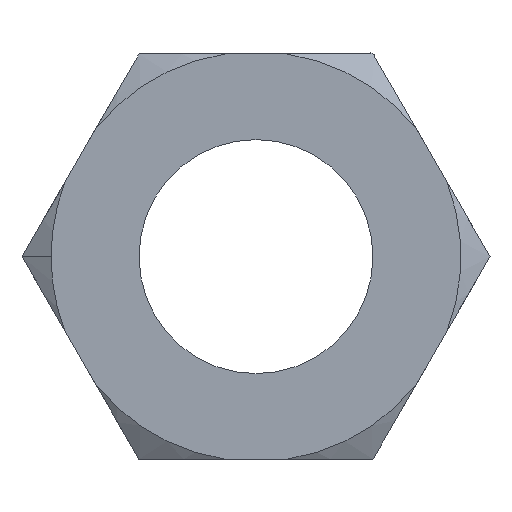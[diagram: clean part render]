
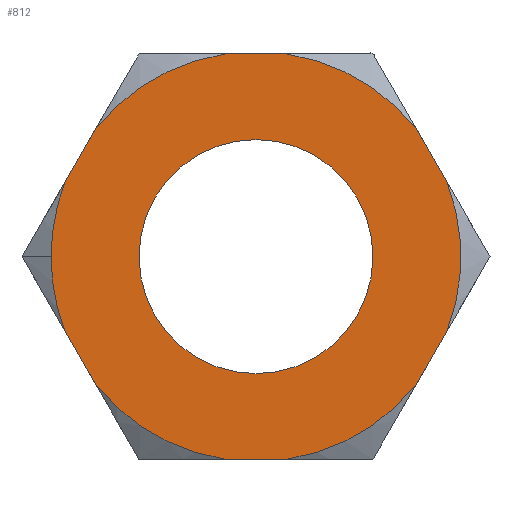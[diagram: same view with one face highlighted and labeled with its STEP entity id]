
A CAD part, front view. The second image highlights one B-rep face of the part: STEP entity #812.
In plain terms, the highlighted planar face has unit normal (0, -1, 0).
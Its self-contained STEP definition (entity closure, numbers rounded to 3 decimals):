
#1 = CIRCLE ( 'NONE', #45, 5.255 ) ;
#2 = VERTEX_POINT ( 'NONE', #400 ) ;
#8 = EDGE_CURVE ( 'NONE', #658, #74, #174, .T. ) ;
#20 = ORIENTED_EDGE ( 'NONE', *, *, #666, .F. ) ;
#27 = EDGE_CURVE ( 'NONE', #100, #591, #565, .T. ) ;
#39 = AXIS2_PLACEMENT_3D ( 'NONE', #679, #1128, #145 ) ;
#45 = AXIS2_PLACEMENT_3D ( 'NONE', #728, #200, #363 ) ;
#46 = VECTOR ( 'NONE', #650, 1000. ) ;
#47 = ORIENTED_EDGE ( 'NONE', *, *, #526, .T. ) ;
#51 = DIRECTION ( 'NONE',  ( -0.5, 0., -0.866 ) ) ;
#72 = FACE_BOUND ( 'NONE', #317, .T. ) ;
#74 = VERTEX_POINT ( 'NONE', #1103 ) ;
#78 = CARTESIAN_POINT ( 'NONE',  ( 0.786, -5., -5.196 ) ) ;
#85 = VECTOR ( 'NONE', #567, 1000. ) ;
#86 = DIRECTION ( 'NONE',  ( -1., 0., 0. ) ) ;
#92 = DIRECTION ( 'NONE',  ( -1., 0., 0. ) ) ;
#99 = DIRECTION ( 'NONE',  ( 0., -1., 0. ) ) ;
#100 = VERTEX_POINT ( 'NONE', #1024 ) ;
#105 = CARTESIAN_POINT ( 'NONE',  ( -4.893, -5., 1.918 ) ) ;
#108 = EDGE_CURVE ( 'NONE', #74, #660, #172, .T. ) ;
#124 = VECTOR ( 'NONE', #551, 1000. ) ;
#128 = CARTESIAN_POINT ( 'NONE',  ( 4.5, -5., -2.598 ) ) ;
#138 = DIRECTION ( 'NONE',  ( 0., -1., 0. ) ) ;
#142 = ORIENTED_EDGE ( 'NONE', *, *, #382, .T. ) ;
#145 = DIRECTION ( 'NONE',  ( -1., 0., 0. ) ) ;
#156 = CIRCLE ( 'NONE', #848, 3. ) ;
#172 = LINE ( 'NONE', #128, #775 ) ;
#174 = CIRCLE ( 'NONE', #1006, 5.255 ) ;
#182 = VERTEX_POINT ( 'NONE', #589 ) ;
#187 = CARTESIAN_POINT ( 'NONE',  ( -5.255, -5., 0. ) ) ;
#194 = DIRECTION ( 'NONE',  ( 0., -1., 0. ) ) ;
#195 = ORIENTED_EDGE ( 'NONE', *, *, #404, .T. ) ;
#197 = AXIS2_PLACEMENT_3D ( 'NONE', #1008, #194, #923 ) ;
#200 = DIRECTION ( 'NONE',  ( 0., -1., 0. ) ) ;
#204 = DIRECTION ( 'NONE',  ( 0.5, 0., 0.866 ) ) ;
#210 = DIRECTION ( 'NONE',  ( -1., 0., 0. ) ) ;
#224 = CARTESIAN_POINT ( 'NONE',  ( -4.107, -5., 3.279 ) ) ;
#248 = LINE ( 'NONE', #828, #85 ) ;
#273 = AXIS2_PLACEMENT_3D ( 'NONE', #708, #625, #86 ) ;
#280 = VECTOR ( 'NONE', #51, 1000. ) ;
#290 = CARTESIAN_POINT ( 'NONE',  ( 0., -5., -5.196 ) ) ;
#295 = VERTEX_POINT ( 'NONE', #624 ) ;
#303 = CIRCLE ( 'NONE', #273, 3. ) ;
#317 = EDGE_LOOP ( 'NONE', ( #20, #701 ) ) ;
#324 = CARTESIAN_POINT ( 'NONE',  ( 4.107, -5., 3.279 ) ) ;
#325 = ORIENTED_EDGE ( 'NONE', *, *, #882, .T. ) ;
#329 = CARTESIAN_POINT ( 'NONE',  ( -4.5, -5., -2.598 ) ) ;
#346 = CARTESIAN_POINT ( 'NONE',  ( -5.644, -5., 5.196 ) ) ;
#355 = CIRCLE ( 'NONE', #39, 5.255 ) ;
#363 = DIRECTION ( 'NONE',  ( -1., 0., 0. ) ) ;
#364 = EDGE_CURVE ( 'NONE', #1060, #658, #386, .T. ) ;
#366 = AXIS2_PLACEMENT_3D ( 'NONE', #1020, #1025, #210 ) ;
#375 = ORIENTED_EDGE ( 'NONE', *, *, #108, .T. ) ;
#377 = EDGE_CURVE ( 'NONE', #579, #483, #156, .T. ) ;
#382 = EDGE_CURVE ( 'NONE', #405, #792, #953, .T. ) ;
#386 = LINE ( 'NONE', #290, #124 ) ;
#388 = AXIS2_PLACEMENT_3D ( 'NONE', #962, #418, #876 ) ;
#400 = CARTESIAN_POINT ( 'NONE',  ( 0.786, -5., 5.196 ) ) ;
#404 = EDGE_CURVE ( 'NONE', #182, #630, #858, .T. ) ;
#405 = VERTEX_POINT ( 'NONE', #105 ) ;
#409 = CARTESIAN_POINT ( 'NONE',  ( -0.786, -5., -5.196 ) ) ;
#418 = DIRECTION ( 'NONE',  ( 0., -1., 0. ) ) ;
#432 = ORIENTED_EDGE ( 'NONE', *, *, #1026, .T. ) ;
#440 = EDGE_CURVE ( 'NONE', #630, #2, #1, .T. ) ;
#441 = DIRECTION ( 'NONE',  ( 0., 0., -1. ) ) ;
#449 = EDGE_LOOP ( 'NONE', ( #860, #325, #495, #532, #142, #47, #875, #689, #674, #928, #375, #432, #195 ) ) ;
#462 = CIRCLE ( 'NONE', #388, 5.255 ) ;
#483 = VERTEX_POINT ( 'NONE', #936 ) ;
#484 = CARTESIAN_POINT ( 'NONE',  ( 3., -5., 0. ) ) ;
#495 = ORIENTED_EDGE ( 'NONE', *, *, #640, .T. ) ;
#526 = EDGE_CURVE ( 'NONE', #792, #100, #588, .T. ) ;
#532 = ORIENTED_EDGE ( 'NONE', *, *, #949, .T. ) ;
#551 = DIRECTION ( 'NONE',  ( 1., 0., 0. ) ) ;
#562 = FACE_OUTER_BOUND ( 'NONE', #449, .T. ) ;
#565 = LINE ( 'NONE', #329, #577 ) ;
#567 = DIRECTION ( 'NONE',  ( -1., 0., 0. ) ) ;
#577 = VECTOR ( 'NONE', #865, 1000. ) ;
#579 = VERTEX_POINT ( 'NONE', #484 ) ;
#588 = CIRCLE ( 'NONE', #366, 5.255 ) ;
#589 = CARTESIAN_POINT ( 'NONE',  ( 4.893, -5., 1.918 ) ) ;
#591 = VERTEX_POINT ( 'NONE', #664 ) ;
#624 = CARTESIAN_POINT ( 'NONE',  ( -0.786, -5., 5.196 ) ) ;
#625 = DIRECTION ( 'NONE',  ( 0., -1., 0. ) ) ;
#630 = VERTEX_POINT ( 'NONE', #324 ) ;
#640 = EDGE_CURVE ( 'NONE', #295, #1058, #462, .T. ) ;
#650 = DIRECTION ( 'NONE',  ( -0.5, 0., 0.866 ) ) ;
#658 = VERTEX_POINT ( 'NONE', #78 ) ;
#660 = VERTEX_POINT ( 'NONE', #958 ) ;
#664 = CARTESIAN_POINT ( 'NONE',  ( -4.107, -5., -3.279 ) ) ;
#666 = EDGE_CURVE ( 'NONE', #483, #579, #303, .T. ) ;
#671 = CARTESIAN_POINT ( 'NONE',  ( 0., -5., 0. ) ) ;
#674 = ORIENTED_EDGE ( 'NONE', *, *, #364, .T. ) ;
#679 = CARTESIAN_POINT ( 'NONE',  ( 0., -5., 0. ) ) ;
#689 = ORIENTED_EDGE ( 'NONE', *, *, #765, .T. ) ;
#701 = ORIENTED_EDGE ( 'NONE', *, *, #377, .F. ) ;
#708 = CARTESIAN_POINT ( 'NONE',  ( 0., -5., 0. ) ) ;
#726 = CARTESIAN_POINT ( 'NONE',  ( 0., -5., 0. ) ) ;
#728 = CARTESIAN_POINT ( 'NONE',  ( 0., -5., 0. ) ) ;
#765 = EDGE_CURVE ( 'NONE', #591, #1060, #884, .T. ) ;
#771 = DIRECTION ( 'NONE',  ( -1., 0., 0. ) ) ;
#775 = VECTOR ( 'NONE', #204, 1000. ) ;
#792 = VERTEX_POINT ( 'NONE', #187 ) ;
#812 = ADVANCED_FACE ( 'NONE', ( #72, #562 ), #891, .T. ) ;
#828 = CARTESIAN_POINT ( 'NONE',  ( -0.027, -5., 5.196 ) ) ;
#838 = CARTESIAN_POINT ( 'NONE',  ( -4.5, -5., 2.598 ) ) ;
#848 = AXIS2_PLACEMENT_3D ( 'NONE', #1095, #1100, #1106 ) ;
#858 = LINE ( 'NONE', #1097, #46 ) ;
#860 = ORIENTED_EDGE ( 'NONE', *, *, #440, .T. ) ;
#865 = DIRECTION ( 'NONE',  ( 0.5, 0., -0.866 ) ) ;
#875 = ORIENTED_EDGE ( 'NONE', *, *, #27, .T. ) ;
#876 = DIRECTION ( 'NONE',  ( -1., 0., 0. ) ) ;
#882 = EDGE_CURVE ( 'NONE', #2, #295, #248, .T. ) ;
#884 = CIRCLE ( 'NONE', #1162, 5.255 ) ;
#891 = PLANE ( 'NONE',  #975 ) ;
#923 = DIRECTION ( 'NONE',  ( -1., 0., 0. ) ) ;
#928 = ORIENTED_EDGE ( 'NONE', *, *, #8, .T. ) ;
#936 = CARTESIAN_POINT ( 'NONE',  ( -3., -5., 0. ) ) ;
#949 = EDGE_CURVE ( 'NONE', #1058, #405, #998, .T. ) ;
#953 = CIRCLE ( 'NONE', #197, 5.255 ) ;
#958 = CARTESIAN_POINT ( 'NONE',  ( 4.893, -5., -1.918 ) ) ;
#962 = CARTESIAN_POINT ( 'NONE',  ( 0., -5., 0. ) ) ;
#975 = AXIS2_PLACEMENT_3D ( 'NONE', #346, #985, #441 ) ;
#985 = DIRECTION ( 'NONE',  ( 0., -1., 0. ) ) ;
#998 = LINE ( 'NONE', #838, #280 ) ;
#1006 = AXIS2_PLACEMENT_3D ( 'NONE', #671, #138, #771 ) ;
#1008 = CARTESIAN_POINT ( 'NONE',  ( 0., -5., 0. ) ) ;
#1020 = CARTESIAN_POINT ( 'NONE',  ( 0., -5., 0. ) ) ;
#1024 = CARTESIAN_POINT ( 'NONE',  ( -4.893, -5., -1.918 ) ) ;
#1025 = DIRECTION ( 'NONE',  ( 0., -1., 0. ) ) ;
#1026 = EDGE_CURVE ( 'NONE', #660, #182, #355, .T. ) ;
#1058 = VERTEX_POINT ( 'NONE', #224 ) ;
#1060 = VERTEX_POINT ( 'NONE', #409 ) ;
#1095 = CARTESIAN_POINT ( 'NONE',  ( 0., -5., 0. ) ) ;
#1097 = CARTESIAN_POINT ( 'NONE',  ( 4.517, -5., 2.569 ) ) ;
#1100 = DIRECTION ( 'NONE',  ( 0., -1., 0. ) ) ;
#1103 = CARTESIAN_POINT ( 'NONE',  ( 4.107, -5., -3.279 ) ) ;
#1106 = DIRECTION ( 'NONE',  ( -1., 0., 0. ) ) ;
#1128 = DIRECTION ( 'NONE',  ( 0., -1., 0. ) ) ;
#1162 = AXIS2_PLACEMENT_3D ( 'NONE', #726, #99, #92 ) ;
